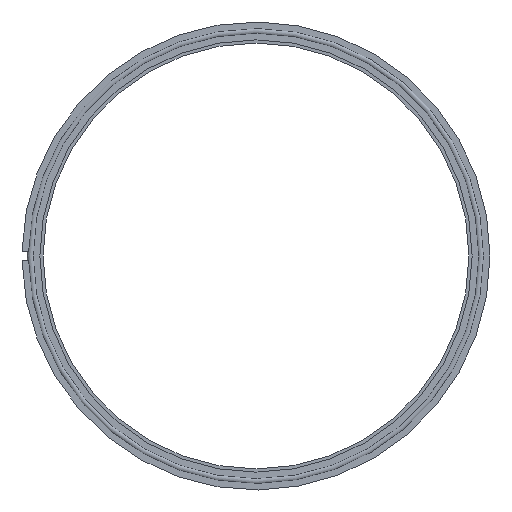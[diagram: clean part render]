
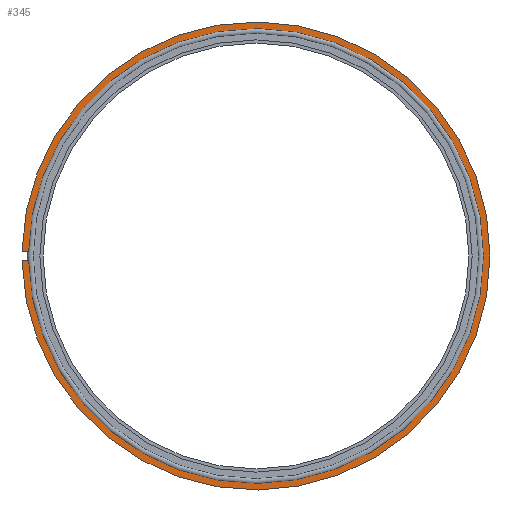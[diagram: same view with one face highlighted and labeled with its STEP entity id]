
A CAD part, front view. The second image highlights one B-rep face of the part: STEP entity #345.
In plain terms, the highlighted planar face has unit normal (0, -1, 0).
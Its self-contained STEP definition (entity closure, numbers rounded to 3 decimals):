
#51=LINE('',#691,#66);
#53=LINE('',#728,#68);
#66=VECTOR('',#560,10.);
#68=VECTOR('',#564,10.);
#95=FACE_OUTER_BOUND('',#118,.T.);
#118=EDGE_LOOP('',(#298,#299,#300,#301));
#145=CIRCLE('',#471,210.342);
#146=CIRCLE('',#473,216.5);
#174=VERTEX_POINT('',#688);
#175=VERTEX_POINT('',#690);
#178=VERTEX_POINT('',#711);
#179=VERTEX_POINT('',#727);
#212=EDGE_CURVE('',#175,#174,#51,.T.);
#216=EDGE_CURVE('',#179,#178,#53,.T.);
#224=EDGE_CURVE('',#178,#175,#145,.T.);
#225=EDGE_CURVE('',#179,#174,#146,.T.);
#298=ORIENTED_EDGE('',*,*,#212,.T.);
#299=ORIENTED_EDGE('',*,*,#225,.F.);
#300=ORIENTED_EDGE('',*,*,#216,.T.);
#301=ORIENTED_EDGE('',*,*,#224,.T.);
#329=PLANE('',#472);
#345=ADVANCED_FACE('',(#95),#329,.T.);
#471=AXIS2_PLACEMENT_3D('',#759,#577,#578);
#472=AXIS2_PLACEMENT_3D('',#760,#579,#580);
#473=AXIS2_PLACEMENT_3D('',#761,#581,#582);
#560=DIRECTION('',(0.,0.,1.));
#564=DIRECTION('',(0.,0.,-1.));
#577=DIRECTION('center_axis',(0.,1.,0.));
#578=DIRECTION('ref_axis',(1.,0.,0.));
#579=DIRECTION('center_axis',(0.,-1.,0.));
#580=DIRECTION('ref_axis',(0.,0.,-1.));
#581=DIRECTION('center_axis',(0.,1.,0.));
#582=DIRECTION('ref_axis',(1.,0.,0.));
#688=CARTESIAN_POINT('',(-4.5,3.35,216.453));
#690=CARTESIAN_POINT('',(-4.5,3.35,210.294));
#691=CARTESIAN_POINT('',(-4.5,3.35,105.147));
#711=CARTESIAN_POINT('',(4.5,3.35,210.294));
#727=CARTESIAN_POINT('',(4.5,3.35,216.453));
#728=CARTESIAN_POINT('',(4.5,3.35,108.227));
#759=CARTESIAN_POINT('Origin',(0.,3.35,0.));
#760=CARTESIAN_POINT('Origin',(-216.5,3.35,0.));
#761=CARTESIAN_POINT('Origin',(0.,3.35,0.));
